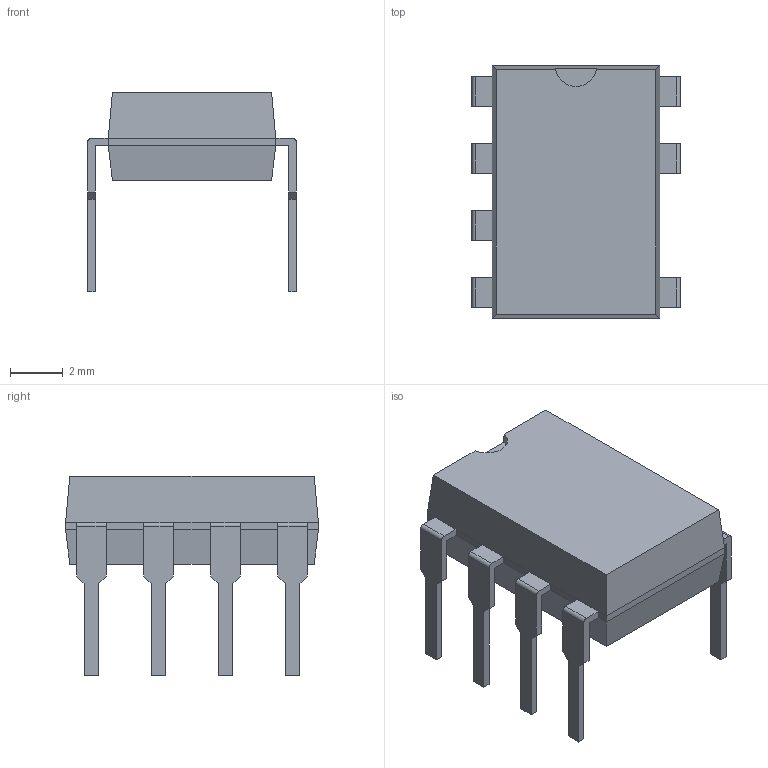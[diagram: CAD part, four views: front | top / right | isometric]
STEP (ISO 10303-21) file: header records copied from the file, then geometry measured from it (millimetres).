
FILE_DESCRIPTION(/* description */ (''),/* implementation_level */ '2;1');
FILE_NAME(/* name */ 'DIP-07_W7.62mm.step',/* time_stamp */ '2021-12-17T08:38:45+05:00',/* author */ (''),/* organization */ (''),/* preprocessor_version */ 'ST-DEVELOPER v18.1',/* originating_system */ 'Autodesk Translation Framework v10.10.0.1391',/* authorisation */ '');
FILE_SCHEMA (('AUTOMOTIVE_DESIGN { 1 0 10303 214 3 1 1 }'));
Length unit declared in the file: millimetre
Products named in the file (3): DIP-07_W7.62mm; Body; PinsArrayLR
Assembly tree (2 placements, depth 2):
  DIP-07_W7.62mm
    Body
    PinsArrayLR
Bounding box: 7.9 x 9.57 x 7.56 mm (x, y, z)
Volume: 204.3 mm3; surface area: 314.9 mm2
Topology: 8 solids, 8 shells, 107 faces, 265 edges, 174 vertices
Faces by surface type: plane 99, cylinder 8
Entity records: 3206 total; most frequent: CARTESIAN_POINT 551, ORIENTED_EDGE 530, DIRECTION 507, EDGE_CURVE 265, LINE 247, VECTOR 247, VERTEX_POINT 174, AXIS2_PLACEMENT_3D 130
